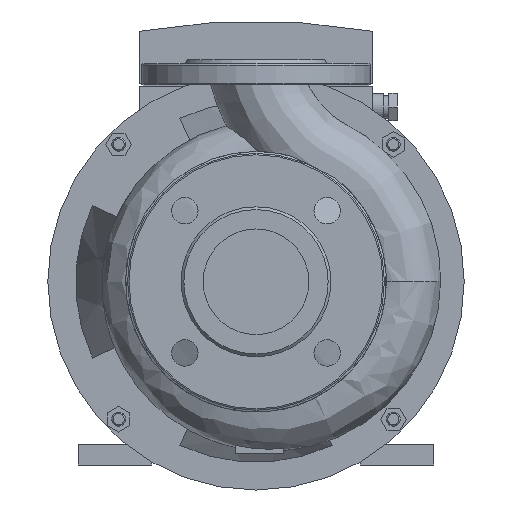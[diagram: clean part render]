
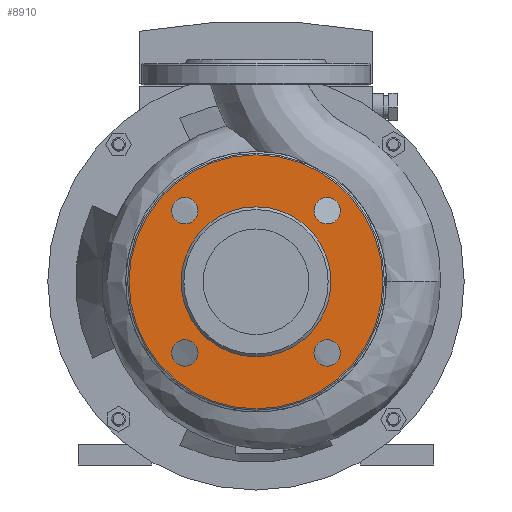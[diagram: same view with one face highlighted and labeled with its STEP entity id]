
A CAD part, left-side view. The second image highlights one B-rep face of the part: STEP entity #8910.
In plain terms, the highlighted planar face has unit normal (-1, 0, 0).
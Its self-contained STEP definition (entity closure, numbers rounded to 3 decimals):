
#309=FACE_BOUND('',#1882,.T.);
#310=FACE_BOUND('',#1883,.T.);
#311=FACE_BOUND('',#1884,.T.);
#312=FACE_BOUND('',#1885,.T.);
#313=FACE_BOUND('',#1886,.T.);
#471=CIRCLE('',#9563,9.5);
#473=CIRCLE('',#9566,9.5);
#475=CIRCLE('',#9569,9.5);
#477=CIRCLE('',#9572,9.5);
#478=CIRCLE('',#9574,54.);
#480=CIRCLE('',#9577,91.5);
#886=PLANE('',#9576);
#1269=FACE_OUTER_BOUND('',#1881,.T.);
#1881=EDGE_LOOP('',(#7008));
#1882=EDGE_LOOP('',(#7009));
#1883=EDGE_LOOP('',(#7010));
#1884=EDGE_LOOP('',(#7011));
#1885=EDGE_LOOP('',(#7012));
#1886=EDGE_LOOP('',(#7013));
#4232=VERTEX_POINT('',#14555);
#4234=VERTEX_POINT('',#14560);
#4236=VERTEX_POINT('',#14565);
#4238=VERTEX_POINT('',#14570);
#4239=VERTEX_POINT('',#14573);
#4241=VERTEX_POINT('',#14578);
#5247=EDGE_CURVE('',#4232,#4232,#471,.T.);
#5249=EDGE_CURVE('',#4234,#4234,#473,.T.);
#5251=EDGE_CURVE('',#4236,#4236,#475,.T.);
#5253=EDGE_CURVE('',#4238,#4238,#477,.T.);
#5254=EDGE_CURVE('',#4239,#4239,#478,.T.);
#5256=EDGE_CURVE('',#4241,#4241,#480,.T.);
#7008=ORIENTED_EDGE('',*,*,#5256,.T.);
#7009=ORIENTED_EDGE('',*,*,#5247,.F.);
#7010=ORIENTED_EDGE('',*,*,#5249,.F.);
#7011=ORIENTED_EDGE('',*,*,#5251,.F.);
#7012=ORIENTED_EDGE('',*,*,#5253,.F.);
#7013=ORIENTED_EDGE('',*,*,#5254,.F.);
#8910=ADVANCED_FACE('',(#1269,#309,#310,#311,#312,#313),#886,.F.);
#9563=AXIS2_PLACEMENT_3D('',#14556,#11120,#11121);
#9566=AXIS2_PLACEMENT_3D('',#14561,#11126,#11127);
#9569=AXIS2_PLACEMENT_3D('',#14566,#11132,#11133);
#9572=AXIS2_PLACEMENT_3D('',#14571,#11138,#11139);
#9574=AXIS2_PLACEMENT_3D('',#14574,#11142,#11143);
#9576=AXIS2_PLACEMENT_3D('',#14577,#11146,#11147);
#9577=AXIS2_PLACEMENT_3D('',#14579,#11148,#11149);
#11120=DIRECTION('center_axis',(-1.,0.,0.));
#11121=DIRECTION('ref_axis',(0.,1.,0.));
#11126=DIRECTION('center_axis',(-1.,0.,0.));
#11127=DIRECTION('ref_axis',(0.,0.,
1.));
#11132=DIRECTION('center_axis',(-1.,0.,0.));
#11133=DIRECTION('ref_axis',(0.,-1.,0.));
#11138=DIRECTION('center_axis',(-1.,0.,0.));
#11139=DIRECTION('ref_axis',(0.,0.,-1.));
#11142=DIRECTION('center_axis',(-1.,0.,0.));
#11143=DIRECTION('ref_axis',(0.,-1.,0.));
#11146=DIRECTION('center_axis',(1.,0.,0.));
#11147=DIRECTION('ref_axis',(0.,0.,1.));
#11148=DIRECTION('center_axis',(-1.,0.,0.));
#11149=DIRECTION('ref_axis',(0.,-1.,0.));
#14555=CARTESIAN_POINT('',(-98.,-60.765,80.735));
#14556=CARTESIAN_POINT('Origin',(-98.,-51.265,80.735));
#14560=CARTESIAN_POINT('',(-98.,51.265,71.235));
#14561=CARTESIAN_POINT('Origin',(-98.,51.265,80.735));
#14565=CARTESIAN_POINT('',(-98.,60.765,183.265));
#14566=CARTESIAN_POINT('Origin',(-98.,51.265,183.265));
#14570=CARTESIAN_POINT('',(-98.,-51.265,192.765));
#14571=CARTESIAN_POINT('Origin',(-98.,-51.265,183.265));
#14573=CARTESIAN_POINT('',(-98.,-54.,132.));
#14574=CARTESIAN_POINT('Origin',(-98.,0.,132.));
#14577=CARTESIAN_POINT('Origin',(-98.,-72.75,132.));
#14578=CARTESIAN_POINT('',(-98.,-91.5,132.));
#14579=CARTESIAN_POINT('Origin',(-98.,0.,132.));
